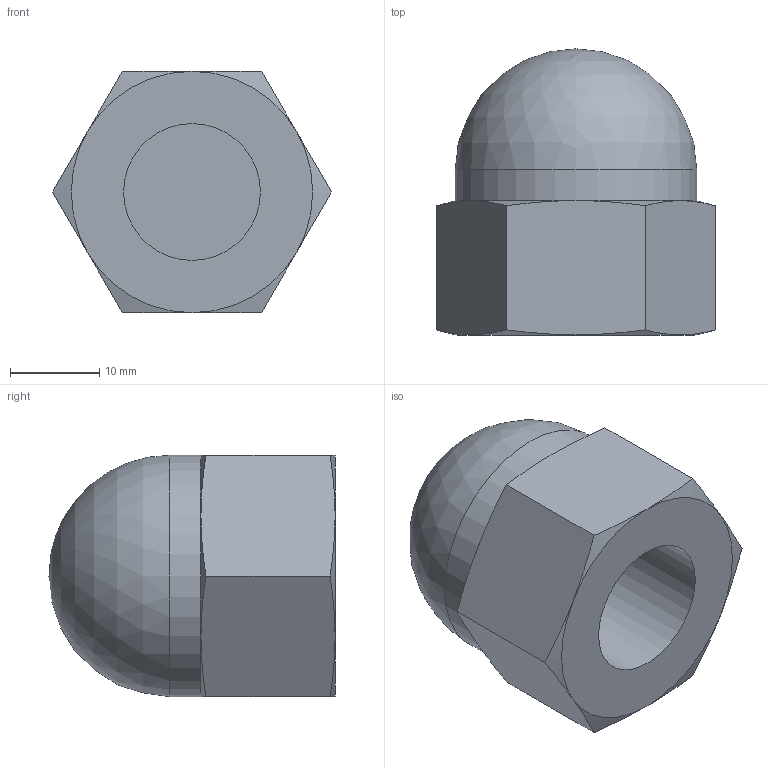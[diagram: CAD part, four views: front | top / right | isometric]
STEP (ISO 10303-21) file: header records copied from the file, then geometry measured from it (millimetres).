
FILE_DESCRIPTION(/* description */ ('<Part Description>'),/* implementation_level */ '2;1');
FILE_NAME(/* name */ 'SS_DOMENUT_M18.stp',/* time_stamp */ '2023-07-04T11:10:03+02:00',/* author */ ('lmcleod'),/* organization */ (''),/* preprocessor_version */ 'ST-DEVELOPER v18.1',/* originating_system */ 'Autodesk Inventor 2022',/* authorisation */ '');
FILE_SCHEMA (('AUTOMOTIVE_DESIGN { 1 0 10303 214 3 1 1 }'));
Length unit declared in the file: millimetre
Products named in the file (1): SS_DOMENUT_M18
Bounding box: 31.18 x 32 x 27 mm (x, y, z)
Volume: 12014.6 mm3; surface area: 4704.5 mm2
Topology: 1 solids, 1 shells, 23 faces, 51 edges, 30 vertices
Faces by surface type: cone 12, plane 8, cylinder 2, sphere 1
Full cylindrical faces by diameter (mm): 15.294 x1, 27 x1
Entity records: 662 total; most frequent: CARTESIAN_POINT 152, ORIENTED_EDGE 100, DIRECTION 92, EDGE_CURVE 50, AXIS2_PLACEMENT_3D 42, VERTEX_POINT 30, EDGE_LOOP 24, STYLED_ITEM 24
